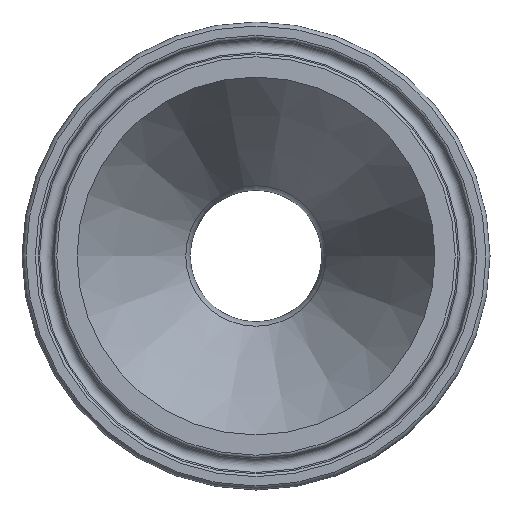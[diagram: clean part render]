
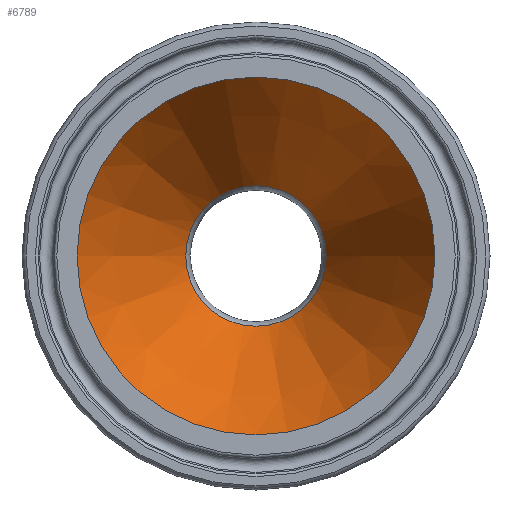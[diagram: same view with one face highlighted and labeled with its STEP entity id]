
A CAD part, left-side view. The second image highlights one B-rep face of the part: STEP entity #6789.
In plain terms, the highlighted conical face has half-angle 28.341 degrees and reference radius 20.574 mm.
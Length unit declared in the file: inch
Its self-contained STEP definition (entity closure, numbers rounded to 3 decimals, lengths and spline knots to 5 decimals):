
#25=CONICAL_SURFACE('',#7208,0.81,28.341);
#106=FACE_BOUND('',#1238,.T.);
#817=FACE_OUTER_BOUND('',#1237,.T.);
#1237=EDGE_LOOP('',(#6319));
#1238=EDGE_LOOP('',(#6320));
#1765=CIRCLE('',#7205,0.46497);
#1767=CIRCLE('',#7209,1.185);
#3351=VERTEX_POINT('',#14749);
#3353=VERTEX_POINT('',#14755);
#4349=EDGE_CURVE('',#3351,#3351,#1765,.T.);
#4351=EDGE_CURVE('',#3353,#3353,#1767,.T.);
#6319=ORIENTED_EDGE('',*,*,#4351,.F.);
#6320=ORIENTED_EDGE('',*,*,#4349,.F.);
#6789=ADVANCED_FACE('',(#817,#106),#25,.F.);
#7205=AXIS2_PLACEMENT_3D('',#14750,#8488,#8489);
#7208=AXIS2_PLACEMENT_3D('',#14754,#8494,#8495);
#7209=AXIS2_PLACEMENT_3D('',#14756,#8496,#8497);
#8488=DIRECTION('center_axis',(-1.,0.,0.));
#8489=DIRECTION('ref_axis',(0.,-1.,0.));
#8494=DIRECTION('center_axis',(-1.,0.,0.));
#8495=DIRECTION('ref_axis',(0.,1.,0.));
#8496=DIRECTION('center_axis',(1.,0.,0.));
#8497=DIRECTION('ref_axis',(0.,0.,-1.));
#14749=CARTESIAN_POINT('',(1.33494,0.46497,0.));
#14750=CARTESIAN_POINT('Origin',(1.33494,0.,0.));
#14754=CARTESIAN_POINT('Origin',(0.69525,0.,0.));
#14755=CARTESIAN_POINT('',(0.,1.185,0.));
#14756=CARTESIAN_POINT('Origin',(0.,0.,0.));
